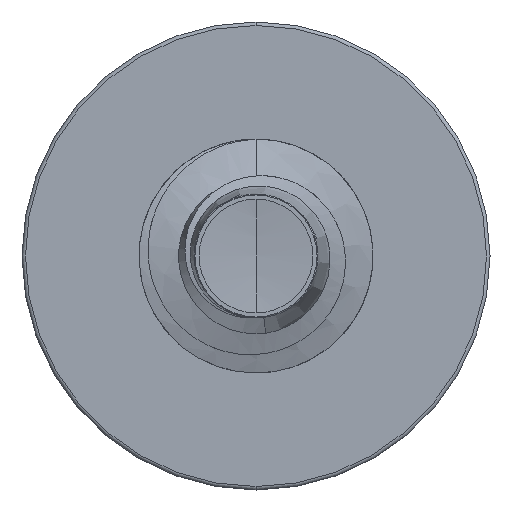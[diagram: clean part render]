
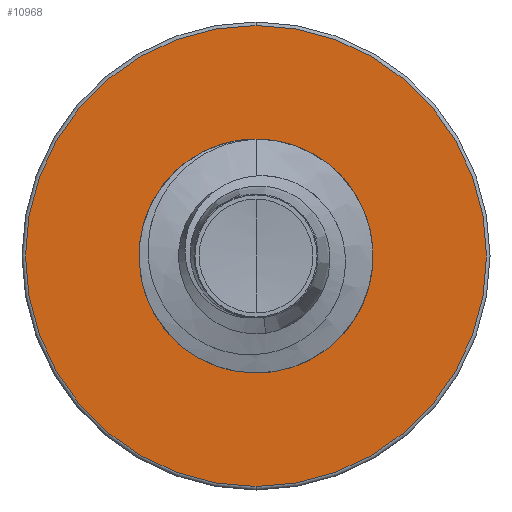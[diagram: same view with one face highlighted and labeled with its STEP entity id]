
A CAD part, front view. The second image highlights one B-rep face of the part: STEP entity #10968.
In plain terms, the highlighted planar face has unit normal (0, -1, 0).
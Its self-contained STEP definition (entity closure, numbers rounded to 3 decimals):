
#321 = CIRCLE ( 'NONE', #2080, 7.88 ) ;
#628 = AXIS2_PLACEMENT_3D ( 'NONE', #10316, #11231, #5583 ) ;
#793 = VERTEX_POINT ( 'NONE', #5709 ) ;
#1041 = CARTESIAN_POINT ( 'NONE',  ( 0., 12.5, 0. ) ) ;
#1123 = VERTEX_POINT ( 'NONE', #7088 ) ;
#1422 = VERTEX_POINT ( 'NONE', #10821 ) ;
#2017 = DIRECTION ( 'NONE',  ( 0., 0., 1. ) ) ;
#2080 = AXIS2_PLACEMENT_3D ( 'NONE', #1041, #7789, #2017 ) ;
#2171 = CIRCLE ( 'NONE', #6282, 3.694 ) ;
#2202 = EDGE_CURVE ( 'NONE', #7164, #1422, #2171, .T. ) ;
#3573 = AXIS2_PLACEMENT_3D ( 'NONE', #10680, #5008, #11589 ) ;
#3661 = PLANE ( 'NONE',  #628 ) ;
#3777 = ORIENTED_EDGE ( 'NONE', *, *, #8908, .F. ) ;
#3903 = DIRECTION ( 'NONE',  ( 0., 1., 0. ) ) ;
#4010 = ORIENTED_EDGE ( 'NONE', *, *, #6830, .F. ) ;
#4475 = DIRECTION ( 'NONE',  ( 0., 1., 0. ) ) ;
#4611 = ORIENTED_EDGE ( 'NONE', *, *, #2202, .T. ) ;
#4970 = EDGE_LOOP ( 'NONE', ( #4611, #9788 ) ) ;
#5008 = DIRECTION ( 'NONE',  ( 0., 1., 0. ) ) ;
#5583 = DIRECTION ( 'NONE',  ( 0., 0., 1. ) ) ;
#5606 = CIRCLE ( 'NONE', #11114, 3.694 ) ;
#5709 = CARTESIAN_POINT ( 'NONE',  ( 0., 12.5, 7.88 ) ) ;
#5759 = CIRCLE ( 'NONE', #3573, 7.88 ) ;
#6282 = AXIS2_PLACEMENT_3D ( 'NONE', #9624, #3903, #10543 ) ;
#6830 = EDGE_CURVE ( 'NONE', #1123, #793, #321, .T. ) ;
#7088 = CARTESIAN_POINT ( 'NONE',  ( 0., 12.5, -7.88 ) ) ;
#7164 = VERTEX_POINT ( 'NONE', #11334 ) ;
#7789 = DIRECTION ( 'NONE',  ( 0., 1., 0. ) ) ;
#8908 = EDGE_CURVE ( 'NONE', #793, #1123, #5759, .T. ) ;
#8959 = EDGE_LOOP ( 'NONE', ( #3777, #4010 ) ) ;
#9624 = CARTESIAN_POINT ( 'NONE',  ( 0., 12.5, 0. ) ) ;
#9788 = ORIENTED_EDGE ( 'NONE', *, *, #10633, .T. ) ;
#10072 = FACE_OUTER_BOUND ( 'NONE', #8959, .T. ) ;
#10162 = CARTESIAN_POINT ( 'NONE',  ( 0., 12.5, 0. ) ) ;
#10316 = CARTESIAN_POINT ( 'NONE',  ( 0., 12.5, -3.694 ) ) ;
#10352 = FACE_BOUND ( 'NONE', #4970, .T. ) ;
#10543 = DIRECTION ( 'NONE',  ( 0., 0., 1. ) ) ;
#10633 = EDGE_CURVE ( 'NONE', #1422, #7164, #5606, .T. ) ;
#10680 = CARTESIAN_POINT ( 'NONE',  ( 0., 12.5, 0. ) ) ;
#10821 = CARTESIAN_POINT ( 'NONE',  ( 0., 12.5, -3.694 ) ) ;
#10968 = ADVANCED_FACE ( 'NONE', ( #10072, #10352 ), #3661, .F. ) ;
#11080 = DIRECTION ( 'NONE',  ( 0., 0., 1. ) ) ;
#11114 = AXIS2_PLACEMENT_3D ( 'NONE', #10162, #4475, #11080 ) ;
#11231 = DIRECTION ( 'NONE',  ( 0., 1., 0. ) ) ;
#11334 = CARTESIAN_POINT ( 'NONE',  ( 0., 12.5, 3.694 ) ) ;
#11589 = DIRECTION ( 'NONE',  ( 0., 0., 1. ) ) ;
